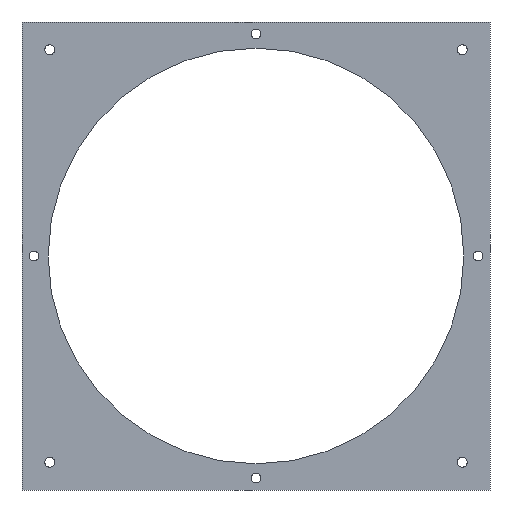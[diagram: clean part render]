
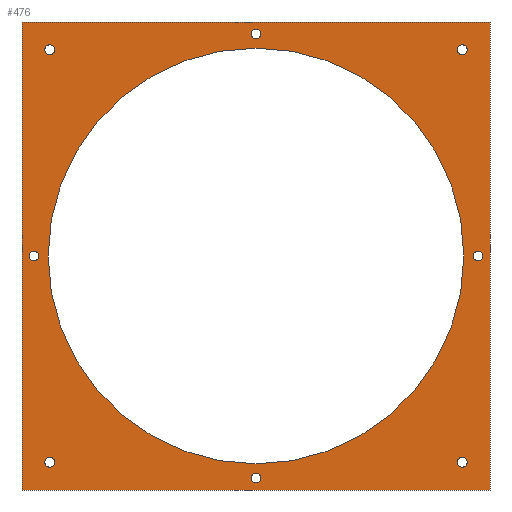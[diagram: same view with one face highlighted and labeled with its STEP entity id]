
A CAD part, front view. The second image highlights one B-rep face of the part: STEP entity #476.
In plain terms, the highlighted planar face has unit normal (0, -1, 0).
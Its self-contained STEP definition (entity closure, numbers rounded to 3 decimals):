
#19=DIRECTION('',(0.,0.,-1.));
#20=VECTOR('',#19,295.);
#21=CARTESIAN_POINT('',(147.5,307.,147.5));
#22=LINE('',#21,#20);
#23=DIRECTION('',(-1.,0.,0.));
#24=VECTOR('',#23,295.);
#25=CARTESIAN_POINT('',(147.5,307.,-147.5));
#26=LINE('',#25,#24);
#27=DIRECTION('',(0.,0.,1.));
#28=VECTOR('',#27,295.);
#29=CARTESIAN_POINT('',(-147.5,307.,-147.5));
#30=LINE('',#29,#28);
#31=DIRECTION('',(1.,0.,0.));
#32=VECTOR('',#31,295.);
#33=CARTESIAN_POINT('',(-147.5,307.,147.5));
#34=LINE('',#33,#32);
#35=CARTESIAN_POINT('',(0.,307.,0.));
#36=DIRECTION('',(0.,-1.,0.));
#37=DIRECTION('',(1.,0.,0.));
#38=AXIS2_PLACEMENT_3D('',#35,#36,#37);
#40=CARTESIAN_POINT('',(0.,307.,0.));
#41=DIRECTION('',(0.,-1.,0.));
#42=DIRECTION('',(-1.,0.,0.));
#43=AXIS2_PLACEMENT_3D('',#40,#41,#42);
#45=CARTESIAN_POINT('',(0.,307.,140.));
#46=DIRECTION('',(0.,-1.,0.));
#47=DIRECTION('',(1.,0.,0.));
#48=AXIS2_PLACEMENT_3D('',#45,#46,#47);
#50=CARTESIAN_POINT('',(0.,307.,140.));
#51=DIRECTION('',(0.,-1.,0.));
#52=DIRECTION('',(-1.,0.,0.));
#53=AXIS2_PLACEMENT_3D('',#50,#51,#52);
#55=CARTESIAN_POINT('',(140.,307.,0.));
#56=DIRECTION('',(0.,-1.,0.));
#57=DIRECTION('',(1.,0.,0.));
#58=AXIS2_PLACEMENT_3D('',#55,#56,#57);
#60=CARTESIAN_POINT('',(140.,307.,0.));
#61=DIRECTION('',(0.,-1.,0.));
#62=DIRECTION('',(-1.,0.,0.));
#63=AXIS2_PLACEMENT_3D('',#60,#61,#62);
#65=CARTESIAN_POINT('',(0.,307.,-140.));
#66=DIRECTION('',(0.,-1.,0.));
#67=DIRECTION('',(1.,0.,0.));
#68=AXIS2_PLACEMENT_3D('',#65,#66,#67);
#70=CARTESIAN_POINT('',(0.,307.,-140.));
#71=DIRECTION('',(0.,-1.,0.));
#72=DIRECTION('',(-1.,0.,0.));
#73=AXIS2_PLACEMENT_3D('',#70,#71,#72);
#75=CARTESIAN_POINT('',(-140.,307.,0.));
#76=DIRECTION('',(0.,-1.,0.));
#77=DIRECTION('',(1.,0.,0.));
#78=AXIS2_PLACEMENT_3D('',#75,#76,#77);
#80=CARTESIAN_POINT('',(-140.,307.,0.));
#81=DIRECTION('',(0.,-1.,0.));
#82=DIRECTION('',(-1.,0.,0.));
#83=AXIS2_PLACEMENT_3D('',#80,#81,#82);
#85=CARTESIAN_POINT('',(130.,307.,130.));
#86=DIRECTION('',(0.,1.,0.));
#87=DIRECTION('',(-1.,0.,0.));
#88=AXIS2_PLACEMENT_3D('',#85,#86,#87);
#90=CARTESIAN_POINT('',(130.,307.,130.));
#91=DIRECTION('',(0.,1.,0.));
#92=DIRECTION('',(1.,0.,0.));
#93=AXIS2_PLACEMENT_3D('',#90,#91,#92);
#95=CARTESIAN_POINT('',(-130.,307.,130.));
#96=DIRECTION('',(0.,1.,0.));
#97=DIRECTION('',(-1.,0.,0.));
#98=AXIS2_PLACEMENT_3D('',#95,#96,#97);
#100=CARTESIAN_POINT('',(-130.,307.,130.));
#101=DIRECTION('',(0.,1.,0.));
#102=DIRECTION('',(1.,0.,0.));
#103=AXIS2_PLACEMENT_3D('',#100,#101,#102);
#105=CARTESIAN_POINT('',(130.,307.,-130.));
#106=DIRECTION('',(0.,1.,0.));
#107=DIRECTION('',(-1.,0.,0.));
#108=AXIS2_PLACEMENT_3D('',#105,#106,#107);
#110=CARTESIAN_POINT('',(130.,307.,-130.));
#111=DIRECTION('',(0.,1.,0.));
#112=DIRECTION('',(1.,0.,0.));
#113=AXIS2_PLACEMENT_3D('',#110,#111,#112);
#115=CARTESIAN_POINT('',(-130.,307.,-130.));
#116=DIRECTION('',(0.,1.,0.));
#117=DIRECTION('',(-1.,0.,0.));
#118=AXIS2_PLACEMENT_3D('',#115,#116,#117);
#120=CARTESIAN_POINT('',(-130.,307.,-130.));
#121=DIRECTION('',(0.,1.,0.));
#122=DIRECTION('',(1.,0.,0.));
#123=AXIS2_PLACEMENT_3D('',#120,#121,#122);
#319=CARTESIAN_POINT('',(147.5,307.,147.5));
#320=CARTESIAN_POINT('',(147.5,307.,-147.5));
#321=VERTEX_POINT('',#319);
#322=VERTEX_POINT('',#320);
#323=CARTESIAN_POINT('',(-147.5,307.,-147.5));
#324=VERTEX_POINT('',#323);
#325=CARTESIAN_POINT('',(-147.5,307.,147.5));
#326=VERTEX_POINT('',#325);
#335=CARTESIAN_POINT('',(131.,307.,0.));
#336=CARTESIAN_POINT('',(-131.,307.,0.));
#337=VERTEX_POINT('',#335);
#338=VERTEX_POINT('',#336);
#343=CARTESIAN_POINT('',(3.,307.,140.));
#344=CARTESIAN_POINT('',(-3.,307.,140.));
#345=VERTEX_POINT('',#343);
#346=VERTEX_POINT('',#344);
#347=CARTESIAN_POINT('',(143.,307.,0.));
#348=CARTESIAN_POINT('',(137.,307.,0.));
#349=VERTEX_POINT('',#347);
#350=VERTEX_POINT('',#348);
#351=CARTESIAN_POINT('',(3.,307.,-140.));
#352=CARTESIAN_POINT('',(-3.,307.,-140.));
#353=VERTEX_POINT('',#351);
#354=VERTEX_POINT('',#352);
#355=CARTESIAN_POINT('',(-137.,307.,0.));
#356=CARTESIAN_POINT('',(-143.,307.,0.));
#357=VERTEX_POINT('',#355);
#358=VERTEX_POINT('',#356);
#375=CARTESIAN_POINT('',(126.85,307.,130.));
#376=CARTESIAN_POINT('',(133.15,307.,130.));
#377=VERTEX_POINT('',#375);
#378=VERTEX_POINT('',#376);
#379=CARTESIAN_POINT('',(-133.15,307.,130.));
#380=CARTESIAN_POINT('',(-126.85,307.,130.));
#381=VERTEX_POINT('',#379);
#382=VERTEX_POINT('',#380);
#383=CARTESIAN_POINT('',(126.85,307.,-130.));
#384=CARTESIAN_POINT('',(133.15,307.,-130.));
#385=VERTEX_POINT('',#383);
#386=VERTEX_POINT('',#384);
#387=CARTESIAN_POINT('',(-133.15,307.,-130.));
#388=CARTESIAN_POINT('',(-126.85,307.,-130.));
#389=VERTEX_POINT('',#387);
#390=VERTEX_POINT('',#388);
#407=CARTESIAN_POINT('',(0.,307.,0.));
#408=DIRECTION('',(0.,1.,0.));
#409=DIRECTION('',(1.,0.,0.));
#410=AXIS2_PLACEMENT_3D('',#407,#408,#409);
#411=PLANE('',#410);
#413=ORIENTED_EDGE('',*,*,#412,.T.);
#415=ORIENTED_EDGE('',*,*,#414,.T.);
#417=ORIENTED_EDGE('',*,*,#416,.T.);
#419=ORIENTED_EDGE('',*,*,#418,.T.);
#420=EDGE_LOOP('',(#413,#415,#417,#419));
#421=FACE_OUTER_BOUND('',#420,.F.);
#423=ORIENTED_EDGE('',*,*,#422,.T.);
#425=ORIENTED_EDGE('',*,*,#424,.T.);
#426=EDGE_LOOP('',(#423,#425));
#427=FACE_BOUND('',#426,.F.);
#429=ORIENTED_EDGE('',*,*,#428,.T.);
#431=ORIENTED_EDGE('',*,*,#430,.T.);
#432=EDGE_LOOP('',(#429,#431));
#433=FACE_BOUND('',#432,.F.);
#435=ORIENTED_EDGE('',*,*,#434,.T.);
#437=ORIENTED_EDGE('',*,*,#436,.T.);
#438=EDGE_LOOP('',(#435,#437));
#439=FACE_BOUND('',#438,.F.);
#441=ORIENTED_EDGE('',*,*,#440,.T.);
#443=ORIENTED_EDGE('',*,*,#442,.T.);
#444=EDGE_LOOP('',(#441,#443));
#445=FACE_BOUND('',#444,.F.);
#447=ORIENTED_EDGE('',*,*,#446,.T.);
#449=ORIENTED_EDGE('',*,*,#448,.T.);
#450=EDGE_LOOP('',(#447,#449));
#451=FACE_BOUND('',#450,.F.);
#453=ORIENTED_EDGE('',*,*,#452,.F.);
#455=ORIENTED_EDGE('',*,*,#454,.F.);
#456=EDGE_LOOP('',(#453,#455));
#457=FACE_BOUND('',#456,.F.);
#459=ORIENTED_EDGE('',*,*,#458,.F.);
#461=ORIENTED_EDGE('',*,*,#460,.F.);
#462=EDGE_LOOP('',(#459,#461));
#463=FACE_BOUND('',#462,.F.);
#465=ORIENTED_EDGE('',*,*,#464,.F.);
#467=ORIENTED_EDGE('',*,*,#466,.F.);
#468=EDGE_LOOP('',(#465,#467));
#469=FACE_BOUND('',#468,.F.);
#471=ORIENTED_EDGE('',*,*,#470,.F.);
#473=ORIENTED_EDGE('',*,*,#472,.F.);
#474=EDGE_LOOP('',(#471,#473));
#475=FACE_BOUND('',#474,.F.);
#476=ADVANCED_FACE('',(#421,#427,#433,#439,#445,#451,#457,#463,#469,#475),#411,
.F.);
#39=CIRCLE('',#38,131.);
#44=CIRCLE('',#43,131.);
#49=CIRCLE('',#48,3.);
#54=CIRCLE('',#53,3.);
#59=CIRCLE('',#58,3.);
#64=CIRCLE('',#63,3.);
#69=CIRCLE('',#68,3.);
#74=CIRCLE('',#73,3.);
#79=CIRCLE('',#78,3.);
#84=CIRCLE('',#83,3.);
#89=CIRCLE('',#88,3.15);
#94=CIRCLE('',#93,3.15);
#99=CIRCLE('',#98,3.15);
#104=CIRCLE('',#103,3.15);
#109=CIRCLE('',#108,3.15);
#114=CIRCLE('',#113,3.15);
#119=CIRCLE('',#118,3.15);
#124=CIRCLE('',#123,3.15);
#412=EDGE_CURVE('',#321,#322,#22,.T.);
#414=EDGE_CURVE('',#322,#324,#26,.T.);
#416=EDGE_CURVE('',#324,#326,#30,.T.);
#418=EDGE_CURVE('',#326,#321,#34,.T.);
#422=EDGE_CURVE('',#337,#338,#39,.T.);
#424=EDGE_CURVE('',#338,#337,#44,.T.);
#428=EDGE_CURVE('',#345,#346,#49,.T.);
#430=EDGE_CURVE('',#346,#345,#54,.T.);
#434=EDGE_CURVE('',#349,#350,#59,.T.);
#436=EDGE_CURVE('',#350,#349,#64,.T.);
#440=EDGE_CURVE('',#353,#354,#69,.T.);
#442=EDGE_CURVE('',#354,#353,#74,.T.);
#446=EDGE_CURVE('',#357,#358,#79,.T.);
#448=EDGE_CURVE('',#358,#357,#84,.T.);
#452=EDGE_CURVE('',#377,#378,#89,.T.);
#454=EDGE_CURVE('',#378,#377,#94,.T.);
#458=EDGE_CURVE('',#381,#382,#99,.T.);
#460=EDGE_CURVE('',#382,#381,#104,.T.);
#464=EDGE_CURVE('',#385,#386,#109,.T.);
#466=EDGE_CURVE('',#386,#385,#114,.T.);
#470=EDGE_CURVE('',#389,#390,#119,.T.);
#472=EDGE_CURVE('',#390,#389,#124,.T.);
